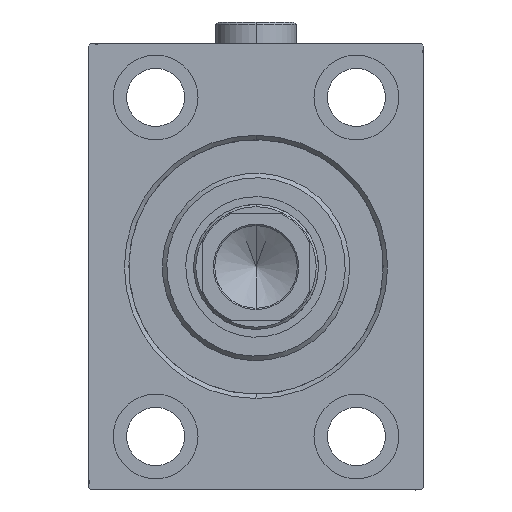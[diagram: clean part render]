
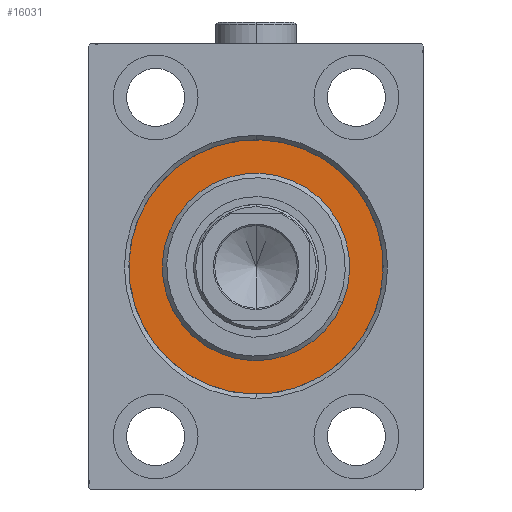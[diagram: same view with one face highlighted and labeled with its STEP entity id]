
A CAD part, left-side view. The second image highlights one B-rep face of the part: STEP entity #16031.
In plain terms, the highlighted face is planar.
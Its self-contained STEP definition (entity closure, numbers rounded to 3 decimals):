
#978 = DIRECTION ( 'NONE',  ( 0., 0., 1. ) ) ;
#1433 = FACE_OUTER_BOUND ( 'NONE', #12484, .T. ) ;
#5183 = AXIS2_PLACEMENT_3D ( 'NONE', #25950, #42470, #978 ) ;
#8649 = VERTEX_POINT ( 'NONE', #10970 ) ;
#9879 = VERTEX_POINT ( 'NONE', #35648 ) ;
#10970 = CARTESIAN_POINT ( 'NONE',  ( 0., 0., 21. ) ) ;
#12069 = AXIS2_PLACEMENT_3D ( 'NONE', #13838, #14284, #27824 ) ;
#12484 = EDGE_LOOP ( 'NONE', ( #22077, #32961 ) ) ;
#13465 = CARTESIAN_POINT ( 'NONE',  ( 0., 0., 0. ) ) ;
#13838 = CARTESIAN_POINT ( 'NONE',  ( 0., 0., 0. ) ) ;
#14284 = DIRECTION ( 'NONE',  ( -1., 0., 0. ) ) ;
#14299 = CIRCLE ( 'NONE', #12069, 28.5 ) ;
#15628 = FACE_BOUND ( 'NONE', #25642, .T. ) ;
#15666 = VERTEX_POINT ( 'NONE', #25187 ) ;
#16031 = ADVANCED_FACE ( 'NONE', ( #15628, #1433 ), #21605, .F. ) ;
#16912 = CIRCLE ( 'NONE', #44723, 21. ) ;
#19909 = CARTESIAN_POINT ( 'NONE',  ( 0., 0., -28.5 ) ) ;
#21605 = PLANE ( 'NONE',  #5183 ) ;
#22077 = ORIENTED_EDGE ( 'NONE', *, *, #23617, .F. ) ;
#23093 = DIRECTION ( 'NONE',  ( 0., 0., 1. ) ) ;
#23578 = DIRECTION ( 'NONE',  ( 0., 0., -1. ) ) ;
#23617 = EDGE_CURVE ( 'NONE', #25319, #15666, #14299, .T. ) ;
#25187 = CARTESIAN_POINT ( 'NONE',  ( 0., 0., 28.5 ) ) ;
#25319 = VERTEX_POINT ( 'NONE', #19909 ) ;
#25642 = EDGE_LOOP ( 'NONE', ( #44313, #30105 ) ) ;
#25950 = CARTESIAN_POINT ( 'NONE',  ( 0., 0., 0. ) ) ;
#27824 = DIRECTION ( 'NONE',  ( 0., 0., 1. ) ) ;
#30105 = ORIENTED_EDGE ( 'NONE', *, *, #41191, .F. ) ;
#31249 = CIRCLE ( 'NONE', #31953, 28.5 ) ;
#31397 = EDGE_CURVE ( 'NONE', #15666, #25319, #31249, .T. ) ;
#31953 = AXIS2_PLACEMENT_3D ( 'NONE', #40972, #40736, #23093 ) ;
#32961 = ORIENTED_EDGE ( 'NONE', *, *, #31397, .F. ) ;
#33641 = DIRECTION ( 'NONE',  ( 1., 0., 0. ) ) ;
#34954 = CARTESIAN_POINT ( 'NONE',  ( 0., 0., 0. ) ) ;
#35648 = CARTESIAN_POINT ( 'NONE',  ( 0., 0., -21. ) ) ;
#36621 = AXIS2_PLACEMENT_3D ( 'NONE', #13465, #33641, #23578 ) ;
#40736 = DIRECTION ( 'NONE',  ( -1., 0., 0. ) ) ;
#40972 = CARTESIAN_POINT ( 'NONE',  ( 0., 0., 0. ) ) ;
#41191 = EDGE_CURVE ( 'NONE', #9879, #8649, #43925, .T. ) ;
#42064 = DIRECTION ( 'NONE',  ( 1., 0., 0. ) ) ;
#42291 = DIRECTION ( 'NONE',  ( 0., 0., -1. ) ) ;
#42470 = DIRECTION ( 'NONE',  ( -1., 0., 0. ) ) ;
#42475 = EDGE_CURVE ( 'NONE', #8649, #9879, #16912, .T. ) ;
#43925 = CIRCLE ( 'NONE', #36621, 21. ) ;
#44313 = ORIENTED_EDGE ( 'NONE', *, *, #42475, .F. ) ;
#44723 = AXIS2_PLACEMENT_3D ( 'NONE', #34954, #42064, #42291 ) ;
